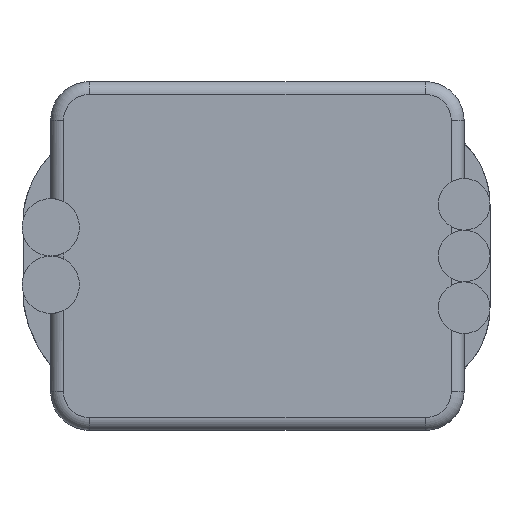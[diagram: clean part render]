
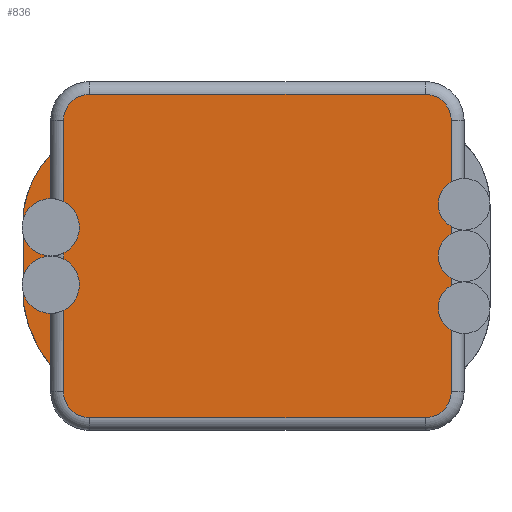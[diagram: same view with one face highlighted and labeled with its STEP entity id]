
A CAD part, left-side view. The second image highlights one B-rep face of the part: STEP entity #836.
In plain terms, the highlighted planar face has unit normal (-1, 0, 0).
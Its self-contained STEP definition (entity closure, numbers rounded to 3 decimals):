
#33=FACE_BOUND('',#203,.T.);
#44=CIRCLE('',#911,1.11);
#45=CIRCLE('',#913,1.11);
#46=CIRCLE('',#915,1.11);
#47=CIRCLE('',#917,1.11);
#48=CIRCLE('',#923,4.137);
#49=CIRCLE('',#925,4.996);
#50=CIRCLE('',#928,1.);
#51=CIRCLE('',#929,1.);
#52=CIRCLE('',#930,1.);
#53=CIRCLE('',#931,1.);
#142=FACE_OUTER_BOUND('',#202,.T.);
#202=EDGE_LOOP('',(#610,#611,#612,#613,#614,#615,#616,#617,#618,#619,#620,
#621,#622,#623,#624,#625));
#203=EDGE_LOOP('',(#626,#627,#628));
#261=LINE('',#1414,#318);
#264=LINE('',#1421,#321);
#269=LINE('',#1433,#326);
#270=LINE('',#1436,#327);
#271=LINE('',#1440,#328);
#272=LINE('',#1444,#329);
#273=LINE('',#1448,#330);
#274=LINE('',#1451,#331);
#275=LINE('',#1452,#332);
#318=VECTOR('',#1073,10.);
#321=VECTOR('',#1080,10.);
#326=VECTOR('',#1095,10.);
#327=VECTOR('',#1098,10.);
#328=VECTOR('',#1101,10.);
#329=VECTOR('',#1104,10.);
#330=VECTOR('',#1107,10.);
#331=VECTOR('',#1110,10.);
#332=VECTOR('',#1111,10.);
#371=VERTEX_POINT('',#1347);
#373=VERTEX_POINT('',#1359);
#375=VERTEX_POINT('',#1364);
#376=VERTEX_POINT('',#1375);
#377=VERTEX_POINT('',#1379);
#379=VERTEX_POINT('',#1391);
#380=VERTEX_POINT('',#1395);
#383=VERTEX_POINT('',#1411);
#384=VERTEX_POINT('',#1413);
#386=VERTEX_POINT('',#1419);
#387=VERTEX_POINT('',#1426);
#389=VERTEX_POINT('',#1435);
#390=VERTEX_POINT('',#1437);
#391=VERTEX_POINT('',#1439);
#392=VERTEX_POINT('',#1441);
#393=VERTEX_POINT('',#1443);
#394=VERTEX_POINT('',#1445);
#395=VERTEX_POINT('',#1447);
#396=VERTEX_POINT('',#1449);
#450=EDGE_CURVE('',#373,#371,#44,.T.);
#454=EDGE_CURVE('',#375,#376,#45,.T.);
#456=EDGE_CURVE('',#379,#377,#46,.T.);
#459=EDGE_CURVE('',#380,#373,#47,.T.);
#462=EDGE_CURVE('',#384,#383,#261,.T.);
#466=EDGE_CURVE('',#386,#376,#264,.T.);
#467=EDGE_CURVE('',#386,#384,#48,.T.);
#469=EDGE_CURVE('',#383,#387,#49,.T.);
#473=EDGE_CURVE('',#379,#387,#269,.T.);
#474=EDGE_CURVE('',#389,#377,#270,.T.);
#475=EDGE_CURVE('',#390,#389,#50,.T.);
#476=EDGE_CURVE('',#391,#390,#271,.T.);
#477=EDGE_CURVE('',#392,#391,#51,.T.);
#478=EDGE_CURVE('',#393,#392,#272,.T.);
#479=EDGE_CURVE('',#394,#393,#52,.T.);
#480=EDGE_CURVE('',#395,#394,#273,.T.);
#481=EDGE_CURVE('',#396,#395,#53,.T.);
#482=EDGE_CURVE('',#375,#396,#274,.T.);
#483=EDGE_CURVE('',#380,#371,#275,.T.);
#610=ORIENTED_EDGE('',*,*,#454,.T.);
#611=ORIENTED_EDGE('',*,*,#466,.F.);
#612=ORIENTED_EDGE('',*,*,#467,.T.);
#613=ORIENTED_EDGE('',*,*,#462,.T.);
#614=ORIENTED_EDGE('',*,*,#469,.T.);
#615=ORIENTED_EDGE('',*,*,#473,.F.);
#616=ORIENTED_EDGE('',*,*,#456,.T.);
#617=ORIENTED_EDGE('',*,*,#474,.F.);
#618=ORIENTED_EDGE('',*,*,#475,.F.);
#619=ORIENTED_EDGE('',*,*,#476,.F.);
#620=ORIENTED_EDGE('',*,*,#477,.F.);
#621=ORIENTED_EDGE('',*,*,#478,.F.);
#622=ORIENTED_EDGE('',*,*,#479,.F.);
#623=ORIENTED_EDGE('',*,*,#480,.F.);
#624=ORIENTED_EDGE('',*,*,#481,.F.);
#625=ORIENTED_EDGE('',*,*,#482,.F.);
#626=ORIENTED_EDGE('',*,*,#483,.F.);
#627=ORIENTED_EDGE('',*,*,#459,.T.);
#628=ORIENTED_EDGE('',*,*,#450,.T.);
#806=PLANE('',#927);
#836=ADVANCED_FACE('',(#142,#33),#806,.T.);
#911=AXIS2_PLACEMENT_3D('',#1360,#1051,#1052);
#913=AXIS2_PLACEMENT_3D('',#1377,#1057,#1058);
#915=AXIS2_PLACEMENT_3D('',#1392,#1061,#1062);
#917=AXIS2_PLACEMENT_3D('',#1406,#1066,#1067);
#923=AXIS2_PLACEMENT_3D('',#1423,#1083,#1084);
#925=AXIS2_PLACEMENT_3D('',#1427,#1088,#1089);
#927=AXIS2_PLACEMENT_3D('',#1434,#1096,#1097);
#928=AXIS2_PLACEMENT_3D('',#1438,#1099,#1100);
#929=AXIS2_PLACEMENT_3D('',#1442,#1102,#1103);
#930=AXIS2_PLACEMENT_3D('',#1446,#1105,#1106);
#931=AXIS2_PLACEMENT_3D('',#1450,#1108,#1109);
#1051=DIRECTION('center_axis',(-1.,0.,0.));
#1052=DIRECTION('ref_axis',(0.,0.,1.));
#1057=DIRECTION('center_axis',(-1.,0.,0.));
#1058=DIRECTION('ref_axis',(0.,0.,1.));
#1061=DIRECTION('center_axis',(-1.,0.,0.));
#1062=DIRECTION('ref_axis',(0.,0.,1.));
#1066=DIRECTION('center_axis',(-1.,0.,0.));
#1067=DIRECTION('ref_axis',(0.,0.,1.));
#1073=DIRECTION('',(0.,0.,-1.));
#1080=DIRECTION('',(0.,0.,-1.));
#1083=DIRECTION('center_axis',(-1.,0.,0.));
#1084=DIRECTION('ref_axis',(0.,0.732,0.682));
#1088=DIRECTION('center_axis',(-1.,0.,0.));
#1089=DIRECTION('ref_axis',(0.,1.,0.));
#1095=DIRECTION('',(0.,0.,-1.));
#1096=DIRECTION('center_axis',(-1.,0.,0.));
#1097=DIRECTION('ref_axis',(0.,0.,1.));
#1098=DIRECTION('',(0.,0.,1.));
#1099=DIRECTION('center_axis',(1.,0.,0.));
#1100=DIRECTION('ref_axis',(0.,0.707,-0.707));
#1101=DIRECTION('',(0.,1.,0.));
#1102=DIRECTION('center_axis',(1.,0.,0.));
#1103=DIRECTION('ref_axis',(0.,-0.707,-0.707));
#1104=DIRECTION('',(0.,0.,-1.));
#1105=DIRECTION('center_axis',(1.,0.,0.));
#1106=DIRECTION('ref_axis',(0.,-0.707,0.707));
#1107=DIRECTION('',(0.,-1.,0.));
#1108=DIRECTION('center_axis',(1.,0.,0.));
#1109=DIRECTION('ref_axis',(0.,0.707,0.707));
#1110=DIRECTION('',(0.,0.,1.));
#1111=DIRECTION('',(0.,0.,1.));
#1347=CARTESIAN_POINT('',(0.,15.5,-6.631));
#1359=CARTESIAN_POINT('',(0.,16.,-6.75));
#1360=CARTESIAN_POINT('Origin',(0.,16.,-5.64));
#1364=CARTESIAN_POINT('',(0.,15.5,-4.649));
#1375=CARTESIAN_POINT('',(0.,16.,-4.53));
#1377=CARTESIAN_POINT('Origin',(0.,16.,-5.64));
#1379=CARTESIAN_POINT('',(0.,15.5,-8.851));
#1391=CARTESIAN_POINT('',(0.,16.,-8.97));
#1392=CARTESIAN_POINT('Origin',(0.,16.,-7.86));
#1395=CARTESIAN_POINT('',(0.,15.5,-6.869));
#1406=CARTESIAN_POINT('Origin',(0.,16.,-7.86));
#1411=CARTESIAN_POINT('',(0.,17.05,-8.63));
#1413=CARTESIAN_POINT('',(0.,17.05,-4.94));
#1414=CARTESIAN_POINT('',(0.,17.05,-6.91));
#1419=CARTESIAN_POINT('',(0.,16.,-2.82));
#1421=CARTESIAN_POINT('',(0.,16.,0.));
#1423=CARTESIAN_POINT('Origin',(0.,12.973,-5.64));
#1426=CARTESIAN_POINT('',(0.,16.,-11.));
#1427=CARTESIAN_POINT('Origin',(0.,12.114,-7.86));
#1433=CARTESIAN_POINT('',(0.,16.,0.));
#1434=CARTESIAN_POINT('Origin',(0.,0.,-13.5));
#1435=CARTESIAN_POINT('',(0.,15.5,-12.));
#1436=CARTESIAN_POINT('',(0.,15.5,-10.125));
#1437=CARTESIAN_POINT('',(0.,14.5,-13.));
#1438=CARTESIAN_POINT('Origin',(0.,14.5,-12.));
#1439=CARTESIAN_POINT('',(0.,1.5,-13.));
#1440=CARTESIAN_POINT('',(0.,0.,-13.));
#1441=CARTESIAN_POINT('',(0.,0.5,-12.));
#1442=CARTESIAN_POINT('Origin',(0.,1.5,-12.));
#1443=CARTESIAN_POINT('',(0.,0.5,-1.5));
#1444=CARTESIAN_POINT('',(0.,0.5,-10.125));
#1445=CARTESIAN_POINT('',(0.,1.5,-0.5));
#1446=CARTESIAN_POINT('Origin',(0.,1.5,-1.5));
#1447=CARTESIAN_POINT('',(0.,14.5,-0.5));
#1448=CARTESIAN_POINT('',(0.,0.,-0.5));
#1449=CARTESIAN_POINT('',(0.,15.5,-1.5));
#1450=CARTESIAN_POINT('Origin',(0.,14.5,-1.5));
#1451=CARTESIAN_POINT('',(0.,15.5,-10.125));
#1452=CARTESIAN_POINT('',(0.,15.5,-10.125));
